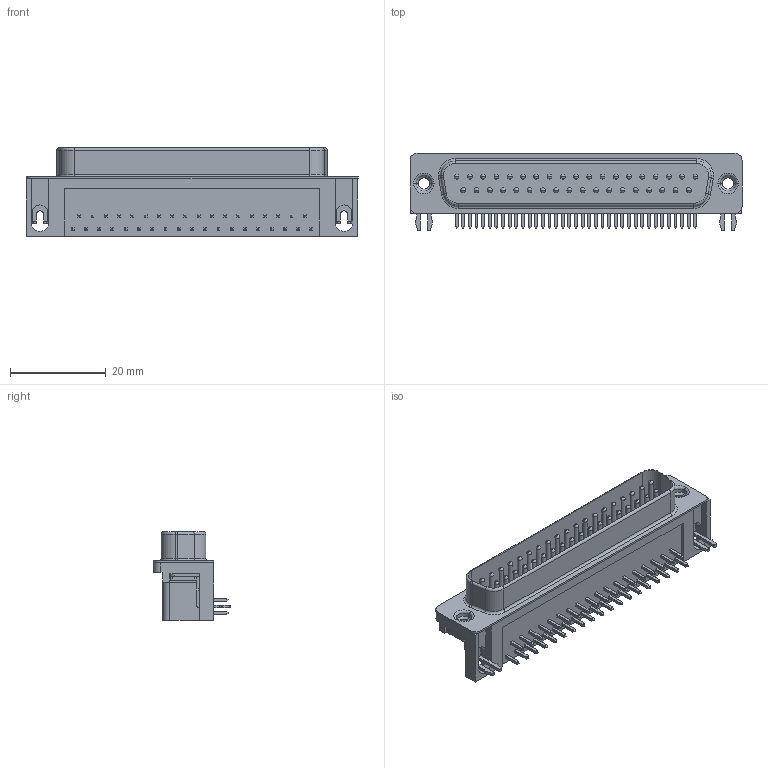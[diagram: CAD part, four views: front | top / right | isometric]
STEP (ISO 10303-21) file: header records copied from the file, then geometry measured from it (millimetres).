
FILE_DESCRIPTION (( 'STEP AP214' ), '1' );
FILE_NAME ('K22X(HT)-C37P-N_rA2(rA2).STEP', '2013-12-06T21:00:43', ( '' ), ( '' ), 'SwSTEP 2.0', 'SolidWorks 2012', '' );
FILE_SCHEMA (( 'AUTOMOTIVE_DESIGN' ));
Length unit declared in the file: millimetre
Products named in the file (1): K22X(HT)-C37P-N_rA2(rA2)
Bounding box: 69.32 x 16.1 x 18.5 mm (x, y, z)
Volume: 8512.1 mm3; surface area: 6480.2 mm2
Topology: 1 solids, 1 shells, 696 faces, 1763 edges, 1066 vertices
Faces by surface type: plane 450, cylinder 150, sphere 74, torus 14, cone 8
Entity records: 21607 total; most frequent: DIRECTION 3414, CARTESIAN_POINT 3304, ORIENTED_EDGE 3230, EDGE_CURVE 1615, LINE 1210, VECTOR 1210, AXIS2_PLACEMENT_3D 1102, VERTEX_POINT 992
